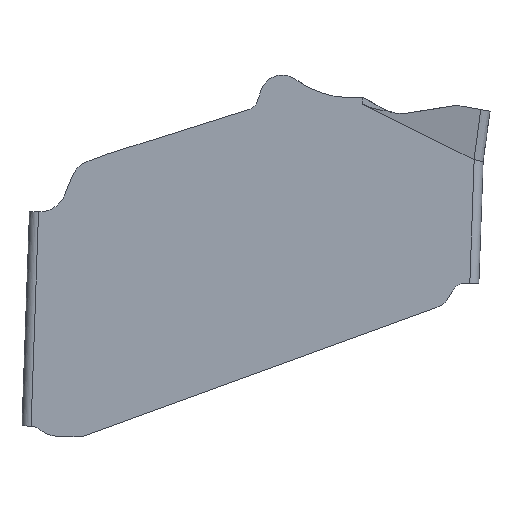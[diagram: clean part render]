
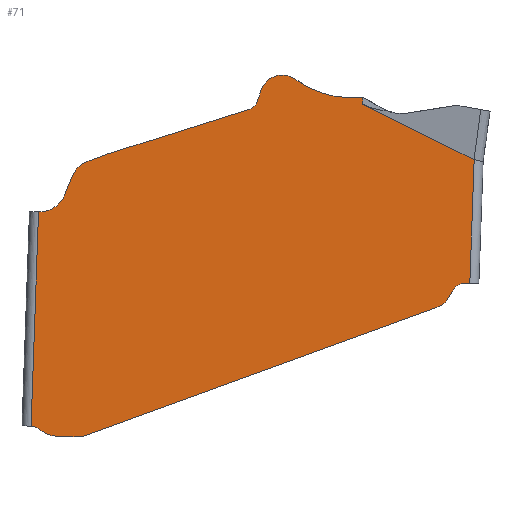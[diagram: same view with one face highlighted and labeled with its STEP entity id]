
A CAD part, left-side view. The second image highlights one B-rep face of the part: STEP entity #71.
In plain terms, the highlighted planar face has unit normal (-1, 0, 0).
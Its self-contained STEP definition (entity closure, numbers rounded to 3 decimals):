
#71=ADVANCED_FACE('',(#146),#121,.T.);
#121=PLANE('',#1404);
#146=FACE_OUTER_BOUND('',#198,.T.);
#198=EDGE_LOOP('',(#294,#295,#296,#297,#298,#299,#300,#301,#302,#303,#304,
#305,#306,#307,#308,#309,#310,#311,#312,#313,#314,#315,#316,#317,#318,#319));
#294=ORIENTED_EDGE('',*,*,#664,.T.);
#295=ORIENTED_EDGE('',*,*,#665,.F.);
#296=ORIENTED_EDGE('',*,*,#666,.T.);
#297=ORIENTED_EDGE('',*,*,#667,.F.);
#298=ORIENTED_EDGE('',*,*,#668,.F.);
#299=ORIENTED_EDGE('',*,*,#669,.T.);
#300=ORIENTED_EDGE('',*,*,#670,.F.);
#301=ORIENTED_EDGE('',*,*,#671,.T.);
#302=ORIENTED_EDGE('',*,*,#672,.T.);
#303=ORIENTED_EDGE('',*,*,#673,.F.);
#304=ORIENTED_EDGE('',*,*,#674,.F.);
#305=ORIENTED_EDGE('',*,*,#675,.T.);
#306=ORIENTED_EDGE('',*,*,#676,.T.);
#307=ORIENTED_EDGE('',*,*,#677,.F.);
#308=ORIENTED_EDGE('',*,*,#678,.T.);
#309=ORIENTED_EDGE('',*,*,#679,.T.);
#310=ORIENTED_EDGE('',*,*,#680,.T.);
#311=ORIENTED_EDGE('',*,*,#681,.T.);
#312=ORIENTED_EDGE('',*,*,#682,.T.);
#313=ORIENTED_EDGE('',*,*,#683,.T.);
#314=ORIENTED_EDGE('',*,*,#684,.F.);
#315=ORIENTED_EDGE('',*,*,#685,.F.);
#316=ORIENTED_EDGE('',*,*,#686,.F.);
#317=ORIENTED_EDGE('',*,*,#687,.F.);
#318=ORIENTED_EDGE('',*,*,#688,.F.);
#319=ORIENTED_EDGE('',*,*,#663,.T.);
#565=VERTEX_POINT('',#2043);
#567=VERTEX_POINT('',#2051);
#568=VERTEX_POINT('',#2055);
#569=VERTEX_POINT('',#2057);
#570=VERTEX_POINT('',#2063);
#571=VERTEX_POINT('',#2065);
#572=VERTEX_POINT('',#2067);
#573=VERTEX_POINT('',#2069);
#574=VERTEX_POINT('',#2071);
#575=VERTEX_POINT('',#2073);
#576=VERTEX_POINT('',#2078);
#577=VERTEX_POINT('',#2080);
#578=VERTEX_POINT('',#2082);
#579=VERTEX_POINT('',#2084);
#580=VERTEX_POINT('',#2086);
#581=VERTEX_POINT('',#2088);
#582=VERTEX_POINT('',#2090);
#583=VERTEX_POINT('',#2092);
#584=VERTEX_POINT('',#2094);
#585=VERTEX_POINT('',#2096);
#586=VERTEX_POINT('',#2098);
#587=VERTEX_POINT('',#2100);
#588=VERTEX_POINT('',#2102);
#589=VERTEX_POINT('',#2104);
#590=VERTEX_POINT('',#2106);
#591=VERTEX_POINT('',#2108);
#663=EDGE_CURVE('',#565,#567,#844,.T.);
#664=EDGE_CURVE('',#567,#568,#1061,.T.);
#665=EDGE_CURVE('',#569,#568,#1062,.T.);
#666=EDGE_CURVE('',#569,#570,#795,.T.);
#667=EDGE_CURVE('',#571,#570,#1063,.T.);
#668=EDGE_CURVE('',#572,#571,#1064,.T.);
#669=EDGE_CURVE('',#572,#573,#845,.T.);
#670=EDGE_CURVE('',#574,#573,#1065,.T.);
#671=EDGE_CURVE('',#574,#575,#1066,.T.);
#672=EDGE_CURVE('',#575,#576,#796,.T.);
#673=EDGE_CURVE('',#577,#576,#846,.T.);
#674=EDGE_CURVE('',#578,#577,#1067,.T.);
#675=EDGE_CURVE('',#578,#579,#847,.T.);
#676=EDGE_CURVE('',#579,#580,#1068,.T.);
#677=EDGE_CURVE('',#581,#580,#848,.T.);
#678=EDGE_CURVE('',#581,#582,#1069,.T.);
#679=EDGE_CURVE('',#582,#583,#849,.T.);
#680=EDGE_CURVE('',#583,#584,#1070,.T.);
#681=EDGE_CURVE('',#584,#585,#850,.T.);
#682=EDGE_CURVE('',#585,#586,#1071,.T.);
#683=EDGE_CURVE('',#586,#587,#851,.T.);
#684=EDGE_CURVE('',#588,#587,#852,.T.);
#685=EDGE_CURVE('',#589,#588,#1072,.T.);
#686=EDGE_CURVE('',#590,#589,#1073,.T.);
#687=EDGE_CURVE('',#591,#590,#853,.T.);
#688=EDGE_CURVE('',#565,#591,#1074,.T.);
#795=B_SPLINE_CURVE_WITH_KNOTS('',3,(#2058,#2059,#2060,#2061,#2062),
 .UNSPECIFIED.,.F.,.F.,(4,1,4),(0.,0.5,1.),.UNSPECIFIED.);
#796=B_SPLINE_CURVE_WITH_KNOTS('',3,(#2074,#2075,#2076,#2077),
 .UNSPECIFIED.,.F.,.F.,(4,4),(0.,1.),.UNSPECIFIED.);
#844=CIRCLE('',#1393,0.3);
#845=CIRCLE('',#1395,0.3);
#846=CIRCLE('',#1396,0.495);
#847=CIRCLE('',#1397,0.25);
#848=CIRCLE('',#1398,0.5);
#849=CIRCLE('',#1399,0.6);
#850=CIRCLE('',#1400,0.6);
#851=CIRCLE('',#1401,0.5);
#852=CIRCLE('',#1402,0.5);
#853=CIRCLE('',#1403,0.5);
#1061=LINE('',#2054,#1164);
#1062=LINE('',#2056,#1165);
#1063=LINE('',#2064,#1166);
#1064=LINE('',#2066,#1167);
#1065=LINE('',#2070,#1168);
#1066=LINE('',#2072,#1169);
#1067=LINE('',#2081,#1170);
#1068=LINE('',#2085,#1171);
#1069=LINE('',#2089,#1172);
#1070=LINE('',#2093,#1173);
#1071=LINE('',#2097,#1174);
#1072=LINE('',#2103,#1175);
#1073=LINE('',#2105,#1176);
#1074=LINE('',#2109,#1177);
#1164=VECTOR('',#1558,1.);
#1165=VECTOR('',#1559,1.);
#1166=VECTOR('',#1560,1.);
#1167=VECTOR('',#1561,1.);
#1168=VECTOR('',#1564,1.);
#1169=VECTOR('',#1565,1.);
#1170=VECTOR('',#1568,1.);
#1171=VECTOR('',#1571,1.);
#1172=VECTOR('',#1574,1.);
#1173=VECTOR('',#1577,1.);
#1174=VECTOR('',#1580,1.);
#1175=VECTOR('',#1585,1.);
#1176=VECTOR('',#1586,1.);
#1177=VECTOR('',#1589,1.);
#1393=AXIS2_PLACEMENT_3D('',#2052,#1554,#1555);
#1395=AXIS2_PLACEMENT_3D('',#2068,#1562,#1563);
#1396=AXIS2_PLACEMENT_3D('',#2079,#1566,#1567);
#1397=AXIS2_PLACEMENT_3D('',#2083,#1569,#1570);
#1398=AXIS2_PLACEMENT_3D('',#2087,#1572,#1573);
#1399=AXIS2_PLACEMENT_3D('',#2091,#1575,#1576);
#1400=AXIS2_PLACEMENT_3D('',#2095,#1578,#1579);
#1401=AXIS2_PLACEMENT_3D('',#2099,#1581,#1582);
#1402=AXIS2_PLACEMENT_3D('',#2101,#1583,#1584);
#1403=AXIS2_PLACEMENT_3D('',#2107,#1587,#1588);
#1404=AXIS2_PLACEMENT_3D('',#2110,#1590,#1591);
#1554=DIRECTION('',(1.,0.,0.));
#1555=DIRECTION('',(0.,0.866,0.5));
#1558=DIRECTION('',(0.,-0.999,-0.035));
#1559=DIRECTION('',(0.,0.035,-0.999));
#1560=DIRECTION('',(0.,-0.895,-0.445));
#1561=DIRECTION('',(0.,0.035,-0.999));
#1562=DIRECTION('',(-1.,0.,0.));
#1563=DIRECTION('',(0.,-0.193,0.981));
#1564=DIRECTION('',(0.,-1.,0.));
#1565=DIRECTION('',(0.,1.,0.));
#1566=DIRECTION('',(1.,0.,0.));
#1567=DIRECTION('',(0.,0.94,0.342));
#1568=DIRECTION('',(0.,-0.342,0.94));
#1569=DIRECTION('',(1.,0.,0.));
#1570=DIRECTION('',(0.,-0.94,-0.342));
#1571=DIRECTION('',(0.,0.954,-0.301));
#1572=DIRECTION('',(1.,0.,0.));
#1573=DIRECTION('',(0.,0.342,0.94));
#1574=DIRECTION('',(0.,0.94,-0.342));
#1575=DIRECTION('',(-1.,0.,0.));
#1576=DIRECTION('',(0.,0.342,0.94));
#1577=DIRECTION('',(0.,0.375,-0.927));
#1578=DIRECTION('',(1.,0.,0.));
#1579=DIRECTION('',(0.,-0.927,-0.375));
#1580=DIRECTION('',(0.,0.035,-0.999));
#1581=DIRECTION('',(1.,0.,0.));
#1582=DIRECTION('',(0.,-0.135,0.991));
#1583=DIRECTION('',(1.,0.,0.));
#1584=DIRECTION('',(0.,0.035,-0.999));
#1585=DIRECTION('',(0.,0.999,0.035));
#1586=DIRECTION('',(0.,0.94,-0.342));
#1587=DIRECTION('',(1.,0.,0.));
#1588=DIRECTION('',(0.,-0.866,-0.5));
#1589=DIRECTION('',(0.,0.5,-0.866));
#1590=DIRECTION('',(-1.,0.,0.));
#1591=DIRECTION('',(0.,0.999,0.035));
#2043=CARTESIAN_POINT('',(-1.05,0.729,-3.945));
#2051=CARTESIAN_POINT('',(-1.05,0.459,-3.795));
#2052=CARTESIAN_POINT('',(-1.05,0.469,-4.095));
#2054=CARTESIAN_POINT('',(-1.05,0.409,-3.797));
#2055=CARTESIAN_POINT('',(-1.05,0.36,-3.799));
#2056=CARTESIAN_POINT('',(-1.05,0.264,-1.066));
#2057=CARTESIAN_POINT('',(-1.05,0.264,-1.066));
#2058=CARTESIAN_POINT('',(-1.05,0.264,-1.066));
#2059=CARTESIAN_POINT('',(-1.05,0.265,-1.066));
#2060=CARTESIAN_POINT('',(-1.05,0.265,-1.066));
#2061=CARTESIAN_POINT('',(-1.05,0.266,-1.066));
#2062=CARTESIAN_POINT('',(-1.05,0.266,-1.065));
#2063=CARTESIAN_POINT('',(-1.05,0.266,-1.065));
#2064=CARTESIAN_POINT('',(-1.05,2.727,0.158));
#2065=CARTESIAN_POINT('',(-1.05,2.727,0.158));
#2066=CARTESIAN_POINT('',(-1.05,2.722,0.294));
#2067=CARTESIAN_POINT('',(-1.05,2.722,0.294));
#2068=CARTESIAN_POINT('',(-1.05,2.78,0.));
#2069=CARTESIAN_POINT('',(-1.05,2.78,0.3));
#2070=CARTESIAN_POINT('',(-1.05,2.945,0.3));
#2071=CARTESIAN_POINT('',(-1.05,2.945,0.3));
#2072=CARTESIAN_POINT('',(-1.05,2.945,0.3));
#2073=CARTESIAN_POINT('',(-1.05,3.,0.3));
#2074=CARTESIAN_POINT('',(-1.05,3.,0.3));
#2075=CARTESIAN_POINT('',(-1.05,3.429,0.3));
#2076=CARTESIAN_POINT('',(-1.05,3.858,0.443));
#2077=CARTESIAN_POINT('',(-1.05,4.201,0.701));
#2078=CARTESIAN_POINT('',(-1.05,4.201,0.701));
#2079=CARTESIAN_POINT('',(-1.05,4.498,0.305));
#2080=CARTESIAN_POINT('',(-1.05,4.963,0.474));
#2081=CARTESIAN_POINT('',(-1.05,5.064,0.196));
#2082=CARTESIAN_POINT('',(-1.05,5.064,0.196));
#2083=CARTESIAN_POINT('',(-1.05,5.299,0.282));
#2084=CARTESIAN_POINT('',(-1.05,5.224,0.043));
#2085=CARTESIAN_POINT('',(-1.05,5.224,0.043));
#2086=CARTESIAN_POINT('',(-1.05,8.331,-0.936));
#2087=CARTESIAN_POINT('',(-1.05,8.18,-1.413));
#2088=CARTESIAN_POINT('',(-1.05,8.351,-0.943));
#2089=CARTESIAN_POINT('',(-1.05,8.351,-0.943));
#2090=CARTESIAN_POINT('',(-1.05,8.792,-1.104));
#2091=CARTESIAN_POINT('',(-1.05,8.587,-1.667));
#2092=CARTESIAN_POINT('',(-1.05,9.143,-1.443));
#2093=CARTESIAN_POINT('',(-1.05,9.143,-1.443));
#2094=CARTESIAN_POINT('',(-1.05,9.306,-1.847));
#2095=CARTESIAN_POINT('',(-1.05,9.863,-1.622));
#2096=CARTESIAN_POINT('',(-1.05,9.884,-2.222));
#2097=CARTESIAN_POINT('',(-1.05,9.884,-2.222));
#2098=CARTESIAN_POINT('',(-1.05,10.049,-6.956));
#2099=CARTESIAN_POINT('',(-1.05,10.116,-7.451));
#2100=CARTESIAN_POINT('',(-1.05,9.802,-7.062));
#2101=CARTESIAN_POINT('',(-1.05,9.489,-6.673));
#2102=CARTESIAN_POINT('',(-1.05,9.506,-7.173));
#2103=CARTESIAN_POINT('',(-1.05,8.943,-7.192));
#2104=CARTESIAN_POINT('',(-1.05,8.943,-7.192));
#2105=CARTESIAN_POINT('',(-1.05,1.089,-4.334));
#2106=CARTESIAN_POINT('',(-1.05,1.089,-4.334));
#2107=CARTESIAN_POINT('',(-1.05,1.26,-3.864));
#2108=CARTESIAN_POINT('',(-1.05,0.827,-4.114));
#2109=CARTESIAN_POINT('',(-1.05,0.729,-3.945));
#2110=CARTESIAN_POINT('',(-1.05,9.772,0.966));
